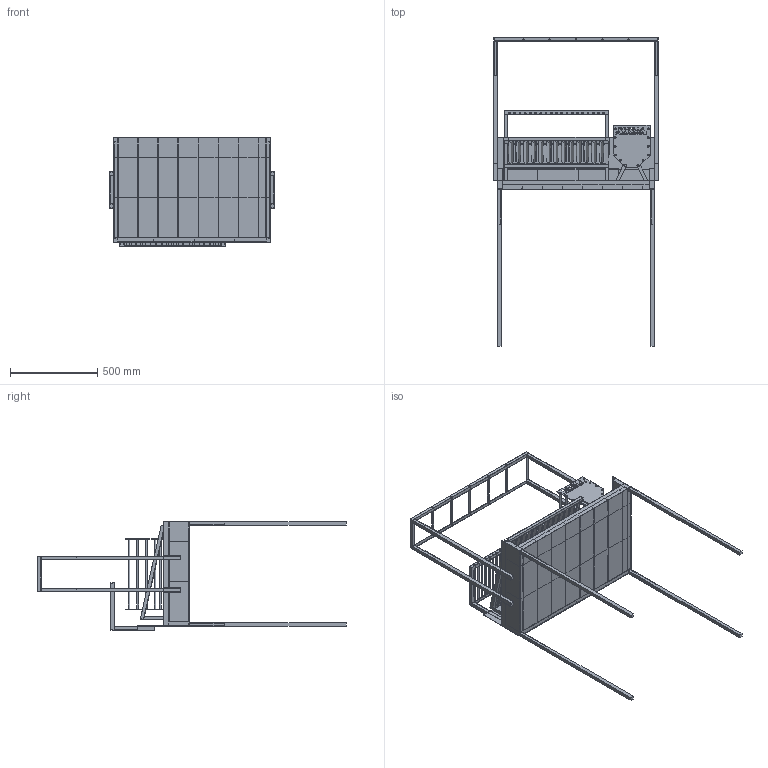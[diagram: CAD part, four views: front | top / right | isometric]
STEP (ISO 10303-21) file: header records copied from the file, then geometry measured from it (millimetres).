
FILE_DESCRIPTION (( 'STEP AP214' ), '1' );
FILE_NAME ('Parrilla - Completo.STEP', '2021-09-06T16:19:28', ( '' ), ( '' ), 'SwSTEP 2.0', 'SolidWorks 2018', '' );
FILE_SCHEMA (( 'AUTOMOTIVE_DESIGN' ));
Length unit declared in the file: millimetre
Products named in the file (29): PeSupDir_Grelha; Refratario112-42; Refratario42; Parrilla - Completo; Quadrado_varal; Canaleta_Grelha; pe_varal; pe_firebox; Base; Refratario112; descanso; Quadrado_descanso; firebox; varal; cilindro_descanso; chapa_firebox; Grelha; pe_estrutura; cilindro_varal; encaixe_descanso; Refratario207; base_firebox; pe_descanso; PeInfDir_Grelha; Refratario; escorredor; Quadrado_Grelha; PeInfEsq_Grelha; PeSupEsq_Grelha
Assembly tree (118 placements, depth 3):
  Parrilla - Completo
    Base
    Refratario  x21
    Refratario207
    Refratario42  x2
    Refratario112  x9
    Refratario112-42
    Grelha
      Canaleta_Grelha  x13
      PeInfDir_Grelha
      PeInfEsq_Grelha
      PeSupDir_Grelha
      PeSupEsq_Grelha
      Quadrado_Grelha
      escorredor
    firebox
      base_firebox  x12
      chapa_firebox  x2
      pe_firebox  x4
    encaixe_descanso  x6
    descanso
      cilindro_descanso  x19
      pe_descanso  x2
      Quadrado_descanso
    pe_estrutura  x4
    varal
      cilindro_varal  x5
      pe_varal  x4
      Quadrado_varal
Bounding box: 948 x 1770 x 624 mm (x, y, z)
Volume: 24155133.3 mm3; surface area: 6541676.1 mm2
Topology: 114 solids, 114 shells, 1243 faces, 2934 edges, 1956 vertices
Faces by surface type: plane 937, cylinder 256, bspline 50
Entity records: 14342 total; most frequent: CARTESIAN_POINT 2940, DIRECTION 2052, ORIENTED_EDGE 2004, EDGE_CURVE 1002, LINE 852, VECTOR 852, VERTEX_POINT 668, AXIS2_PLACEMENT_3D 600
